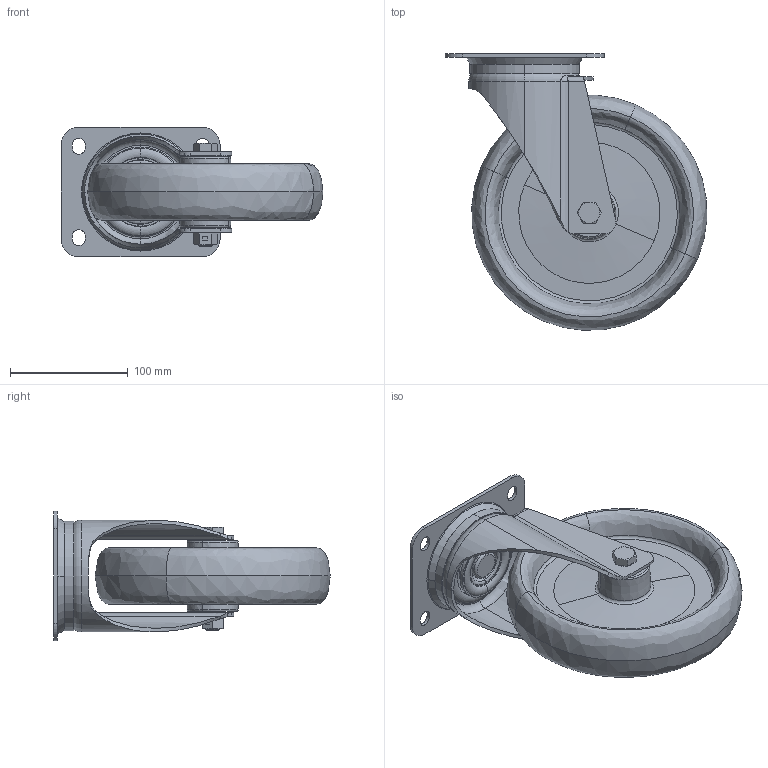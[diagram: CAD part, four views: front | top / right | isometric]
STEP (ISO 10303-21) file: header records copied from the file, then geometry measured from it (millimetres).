
FILE_DESCRIPTION (( 'STEP AP214' ), '1' );
FILE_NAME ('0056062.step', '2023-06-22T08:40:18', ( '' ), ( '' ), 'SwSTEP 2.0', 'SolidWorks 2020', '' );
FILE_SCHEMA (( 'AUTOMOTIVE_DESIGN' ));
Length unit declared in the file: millimetre
Products named in the file (1): 0056062
Bounding box: 222.34 x 234.84 x 110 mm (x, y, z)
Volume: 849264.2 mm3; surface area: 223811.7 mm2
Topology: 15 solids, 15 shells, 503 faces, 1187 edges, 722 vertices
Faces by surface type: plane 184, torus 94, bspline 71, cone 68, cylinder 62, sphere 24
Entity records: 24612 total; most frequent: CARTESIAN_POINT 7886, ORIENTED_EDGE 2278, DIRECTION 2248, EDGE_CURVE 1139, AXIS2_PLACEMENT_3D 865, VERTEX_POINT 698, EDGE_LOOP 557, UNCERTAINTY_MEASURE_WITH_UNIT 520
